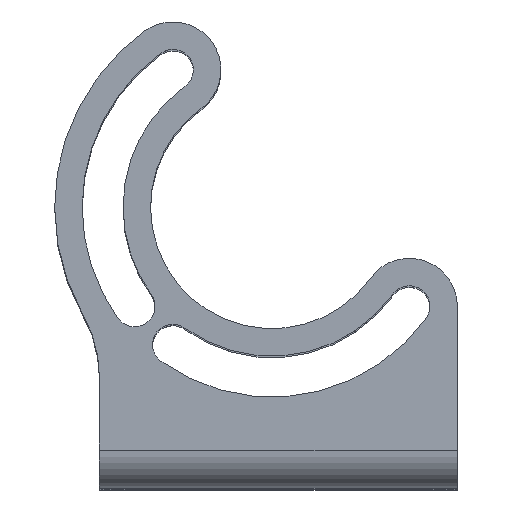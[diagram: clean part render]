
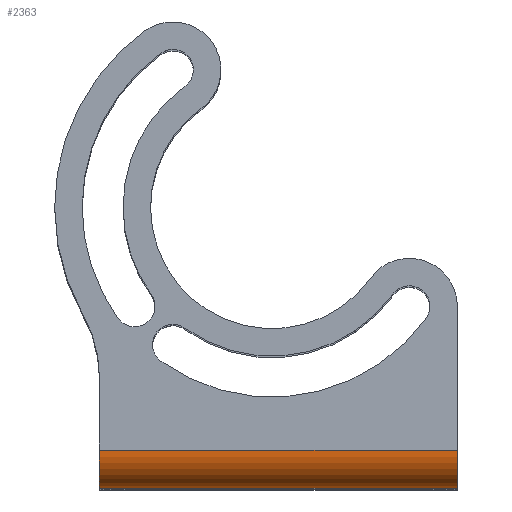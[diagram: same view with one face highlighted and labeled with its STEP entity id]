
A CAD part, top view. The second image highlights one B-rep face of the part: STEP entity #2363.
In plain terms, the highlighted cylindrical face has radius 3 mm (diameter 6 mm), a partial arc.
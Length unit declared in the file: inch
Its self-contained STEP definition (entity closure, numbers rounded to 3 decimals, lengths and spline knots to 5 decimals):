
#33 = CARTESIAN_POINT ( 'NONE',  ( 1.47113, -0.51138, 2.12598 ) ) ;
#135 = AXIS2_PLACEMENT_3D ( 'NONE', #1232, #2289, #2506 ) ;
#252 = ORIENTED_EDGE ( 'NONE', *, *, #807, .F. ) ;
#364 = VERTEX_POINT ( 'NONE', #1888 ) ;
#412 = FACE_OUTER_BOUND ( 'NONE', #2535, .T. ) ;
#415 = VECTOR ( 'NONE', #1974, 39.37008 ) ;
#462 = EDGE_CURVE ( 'NONE', #1514, #535, #1418, .T. ) ;
#535 = VERTEX_POINT ( 'NONE', #1710 ) ;
#807 = EDGE_CURVE ( 'NONE', #364, #1046, #2398, .T. ) ;
#923 = CARTESIAN_POINT ( 'NONE',  ( 1.47113, -0.39327, 2.12598 ) ) ;
#1046 = VERTEX_POINT ( 'NONE', #1830 ) ;
#1068 = CARTESIAN_POINT ( 'NONE',  ( -0.8966, -0.39327, 2.24409 ) ) ;
#1232 = CARTESIAN_POINT ( 'NONE',  ( -0.8966, -0.39327, 2.12598 ) ) ;
#1268 = AXIS2_PLACEMENT_3D ( 'NONE', #3174, #1929, #2155 ) ;
#1418 = LINE ( 'NONE', #1437, #415 ) ;
#1437 = CARTESIAN_POINT ( 'NONE',  ( 0.20576, -0.39327, 2.24409 ) ) ;
#1514 = VERTEX_POINT ( 'NONE', #1068 ) ;
#1531 = CIRCLE ( 'NONE', #1268, 0.11811 ) ;
#1537 = VECTOR ( 'NONE', #1932, 39.37008 ) ;
#1710 = CARTESIAN_POINT ( 'NONE',  ( 0.20576, -0.39327, 2.24409 ) ) ;
#1716 = DIRECTION ( 'NONE',  ( -1., 0., 0. ) ) ;
#1830 = CARTESIAN_POINT ( 'NONE',  ( -0.8966, -0.51138, 2.12598 ) ) ;
#1888 = CARTESIAN_POINT ( 'NONE',  ( 0.20576, -0.51138, 2.12598 ) ) ;
#1929 = DIRECTION ( 'NONE',  ( -1., 0., 0. ) ) ;
#1932 = DIRECTION ( 'NONE',  ( -1., 0., 0. ) ) ;
#1945 = DIRECTION ( 'NONE',  ( 0., 0., -1. ) ) ;
#1974 = DIRECTION ( 'NONE',  ( 1., 0., 0. ) ) ;
#2111 = ORIENTED_EDGE ( 'NONE', *, *, #2182, .T. ) ;
#2155 = DIRECTION ( 'NONE',  ( 0., -1., 0. ) ) ;
#2182 = EDGE_CURVE ( 'NONE', #1514, #1046, #2907, .T. ) ;
#2289 = DIRECTION ( 'NONE',  ( 1., 0., 0. ) ) ;
#2363 = ADVANCED_FACE ( 'NONE', ( #412 ), #2928, .T. ) ;
#2398 = LINE ( 'NONE', #33, #1537 ) ;
#2449 = ORIENTED_EDGE ( 'NONE', *, *, #462, .F. ) ;
#2506 = DIRECTION ( 'NONE',  ( 0., 0., 1. ) ) ;
#2535 = EDGE_LOOP ( 'NONE', ( #2986, #2449, #2111, #252 ) ) ;
#2884 = EDGE_CURVE ( 'NONE', #364, #535, #1531, .T. ) ;
#2907 = CIRCLE ( 'NONE', #135, 0.11811 ) ;
#2928 = CYLINDRICAL_SURFACE ( 'NONE', #3284, 0.11811 ) ;
#2986 = ORIENTED_EDGE ( 'NONE', *, *, #2884, .T. ) ;
#3174 = CARTESIAN_POINT ( 'NONE',  ( 0.20576, -0.39327, 2.12598 ) ) ;
#3284 = AXIS2_PLACEMENT_3D ( 'NONE', #923, #1716, #1945 ) ;
